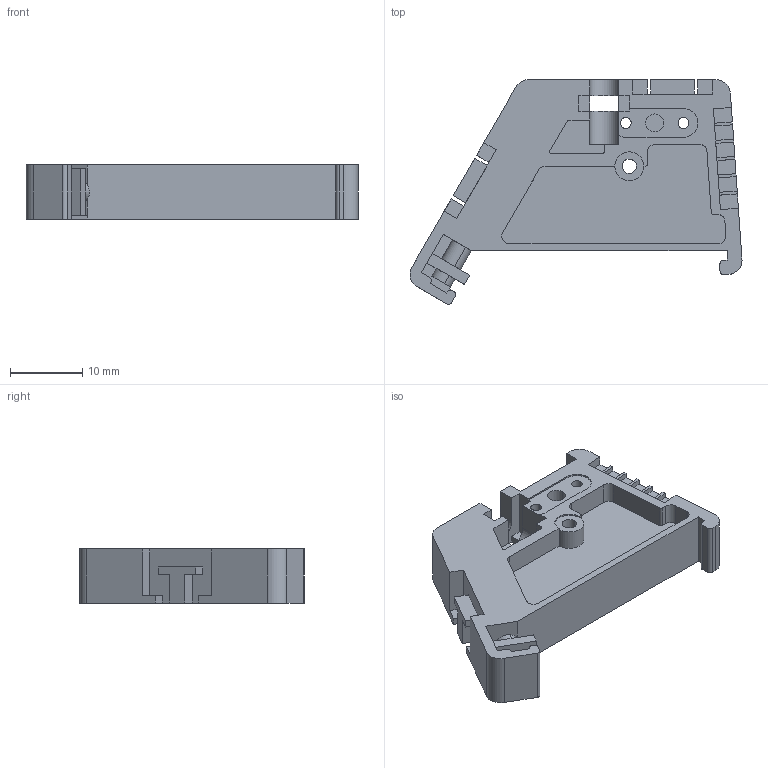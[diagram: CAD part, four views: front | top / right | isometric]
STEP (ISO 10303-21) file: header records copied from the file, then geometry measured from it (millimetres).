
FILE_DESCRIPTION (( 'STEP AP214' ), '1' );
FILE_NAME ('Çàæèì íà DIN-ðåéêó ïëàñòèêîâûé 1 âèíò EW EKF PROxima (ahdw-ew).STEP', '2020-11-18T12:56:08', ( '' ), ( '' ), 'SwSTEP 2.0', 'SolidWorks 2019', '' );
FILE_SCHEMA (( 'AUTOMOTIVE_DESIGN' ));
Length unit declared in the file: millimetre
Products named in the file (4): 鎔艜 M3 x 25_DIN EN ISO 7045 - M3 x 25 - Z - 25N; ahdw-ew.001 Çàæèì ïëàñòèêîâûé; Çàæèì íà DIN-ðåéêó ïëàñòèêîâûé 1 âèíò EW EKF PROxima (ahdw-ew); ahdw-ew.002 Ãàéêà êâàäðàòíàÿ
Assembly tree (3 placements, depth 2):
  Çàæèì íà DIN-ðåéêó ïëàñòèêîâûé 1 âèíò EW EKF PROxima (ahdw-ew)
    ahdw-ew.001 Çàæèì ïëàñòèêîâûé
    ahdw-ew.002 Ãàéêà êâàäðàòíàÿ
    鎔艜 M3 x 25_DIN EN ISO 7045 - M3 x 25 - Z - 25N
Bounding box: 46.01 x 31.13 x 7.5 mm (x, y, z)
Volume: 3712.9 mm3; surface area: 4822.9 mm2
Topology: 3 solids, 3 shells, 267 faces, 747 edges, 488 vertices
Faces by surface type: plane 181, cylinder 69, cone 11, torus 4, sphere 2
Entity records: 8721 total; most frequent: CARTESIAN_POINT 1557, ORIENTED_EDGE 1490, DIRECTION 1458, EDGE_CURVE 745, VECTOR 544, LINE 544, VERTEX_POINT 488, AXIS2_PLACEMENT_3D 457
